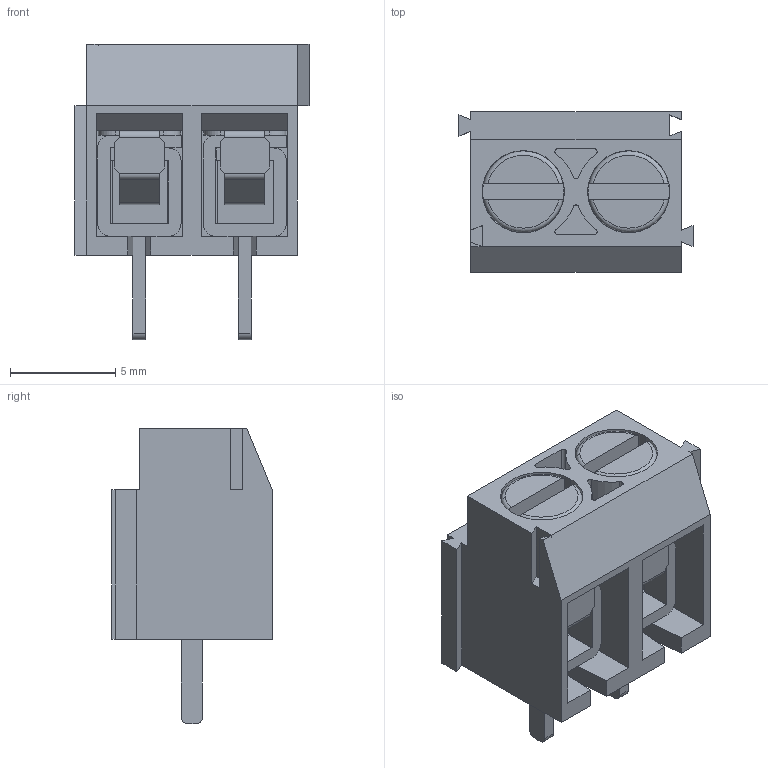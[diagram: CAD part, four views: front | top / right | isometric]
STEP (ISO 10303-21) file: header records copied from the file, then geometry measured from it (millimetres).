
FILE_DESCRIPTION(('STEP AP214'),'1');
FILE_NAME('66176.stp','2017-04-30T20:42:19',('TraceParts'),('TraceParts S.A.'),'Spatial InterOp 3D',' ',' ');
FILE_SCHEMA(('automotive_design'));
Length unit declared in the file: millimetre
Products named in the file (7): 66176_1; 66176_2; 66176_3; 66176_4; 66176_5; 66176_6; 66176_7
Bounding box: 11.1 x 7.6 x 14 mm (x, y, z)
Volume: 477.3 mm3; surface area: 1453.1 mm2
Topology: 7 solids, 7 shells, 308 faces, 834 edges, 540 vertices
Faces by surface type: plane 186, cylinder 106, cone 8, torus 8
Entity records: 12286 total; most frequent: CARTESIAN_POINT 1729, DIRECTION 1694, ORIENTED_EDGE 1668, EDGE_CURVE 834, LINE 588, VECTOR 588, AXIS2_PLACEMENT_3D 553, VERTEX_POINT 540
